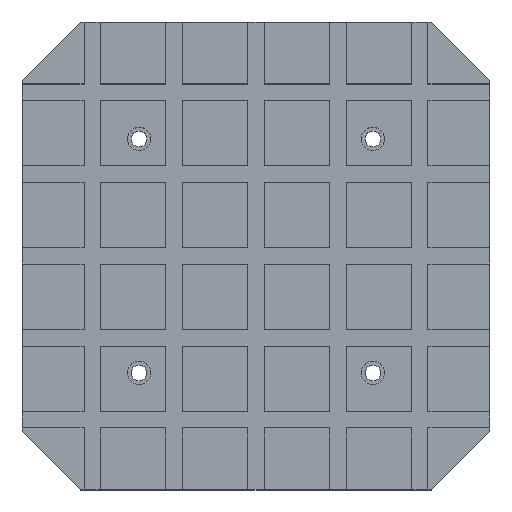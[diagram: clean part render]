
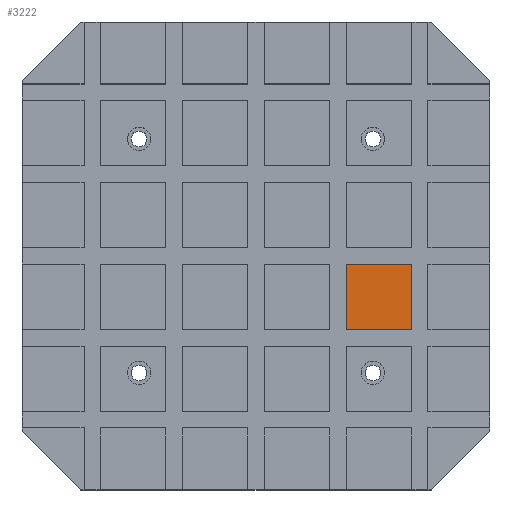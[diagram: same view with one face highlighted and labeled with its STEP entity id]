
A CAD part, top view. The second image highlights one B-rep face of the part: STEP entity #3222.
In plain terms, the highlighted planar face has unit normal (0, 0, 1).
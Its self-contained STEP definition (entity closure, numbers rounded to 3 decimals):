
#2772=EDGE_CURVE('',#3000,#4396,#6829,.T.);
#2914=EDGE_CURVE('',#4396,#3046,#6990,.T.);
#3000=VERTEX_POINT('',#7084);
#3046=VERTEX_POINT('',#7135);
#3222=ADVANCED_FACE('',(#7328),#7329,.T.);
#3590=VERTEX_POINT('',#7747);
#4396=VERTEX_POINT('',#8638);
#4646=EDGE_CURVE('',#3590,#3000,#8909,.T.);
#5844=EDGE_CURVE('',#3046,#3590,#10229,.T.);
#6829=LINE('',#11617,#11618);
#6990=LINE('',#11833,#11834);
#7084=CARTESIAN_POINT('',(77.0,-63.0,60.0));
#7135=CARTESIAN_POINT('',(133.0,-7.,60.0));
#7328=FACE_OUTER_BOUND('',#12324,.T.);
#7329=PLANE('',#12325);
#7747=CARTESIAN_POINT('',(77.0,-7.,60.0));
#8638=CARTESIAN_POINT('',(133.0,-63.0,60.0));
#8909=LINE('',#14550,#14551);
#10229=LINE('',#16446,#16447);
#11617=CARTESIAN_POINT('',(-100.5,-63.0,60.0));
#11618=VECTOR('',#17455,1.0);
#11833=CARTESIAN_POINT('',(133.0,100.5,60.0));
#11834=VECTOR('',#17665,1.0);
#12324=EDGE_LOOP('',(#17996,#17997,#17998,#17999));
#12325=AXIS2_PLACEMENT_3D('',#18000,#18001,#18002);
#14550=CARTESIAN_POINT('',(77.0,100.5,60.0));
#14551=VECTOR('',#19659,1.0);
#16446=CARTESIAN_POINT('',(-100.5,-7.,60.0));
#16447=VECTOR('',#20965,1.0);
#17455=DIRECTION('',(1.0,0.,0.0));
#17665=DIRECTION('',(0.0,1.0,-0.0));
#17996=ORIENTED_EDGE('',*,*,#2914,.T.);
#17997=ORIENTED_EDGE('',*,*,#5844,.T.);
#17998=ORIENTED_EDGE('',*,*,#4646,.T.);
#17999=ORIENTED_EDGE('',*,*,#2772,.T.);
#18000=CARTESIAN_POINT('',(0.0,0.0,60.0));
#18001=DIRECTION('',(0.0,0.0,1.0));
#18002=DIRECTION('',(1.0,0.0,0.0));
#19659=DIRECTION('',(0.0,-1.0,0.0));
#20965=DIRECTION('',(-1.0,0.,0.0));
